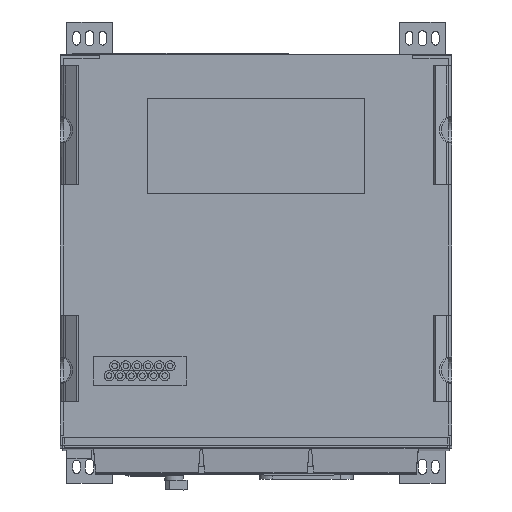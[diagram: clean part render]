
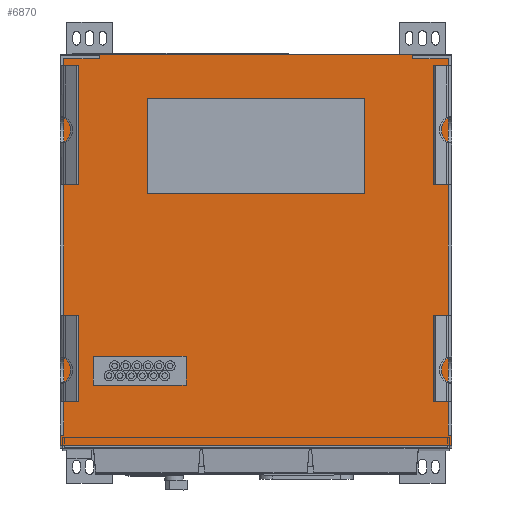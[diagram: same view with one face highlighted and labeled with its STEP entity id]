
A CAD part, top view. The second image highlights one B-rep face of the part: STEP entity #6870.
In plain terms, the highlighted planar face has unit normal (0, 0, 1).
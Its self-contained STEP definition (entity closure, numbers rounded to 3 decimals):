
#6870=ADVANCED_FACE('',(#16402,#16403,#16404,#16405,#16406),#8318,.T.);
#8318=PLANE('',#33873);
#9567=LINE('',#43583,#12731);
#9807=LINE('',#44658,#12971);
#9810=LINE('',#44664,#12974);
#9812=LINE('',#44668,#12976);
#9814=LINE('',#44672,#12978);
#9816=LINE('',#44676,#12980);
#9818=LINE('',#44680,#12982);
#9820=LINE('',#44684,#12984);
#9822=LINE('',#44688,#12986);
#9824=LINE('',#44692,#12988);
#9826=LINE('',#44696,#12990);
#9828=LINE('',#44700,#12992);
#9830=LINE('',#44704,#12994);
#9832=LINE('',#44708,#12996);
#9834=LINE('',#44712,#12998);
#9836=LINE('',#44716,#13000);
#9838=LINE('',#44720,#13002);
#9841=LINE('',#44726,#13005);
#9842=LINE('',#44728,#13006);
#9843=LINE('',#44731,#13007);
#9844=LINE('',#44733,#13008);
#9845=LINE('',#44735,#13009);
#9846=LINE('',#44736,#13010);
#9847=LINE('',#44738,#13011);
#12731=VECTOR('',#35831,1.);
#12971=VECTOR('',#36501,1.);
#12974=VECTOR('',#36506,1.);
#12976=VECTOR('',#36510,1.);
#12978=VECTOR('',#36514,1.);
#12980=VECTOR('',#36518,1.);
#12982=VECTOR('',#36522,1.);
#12984=VECTOR('',#36526,1.);
#12986=VECTOR('',#36530,1.);
#12988=VECTOR('',#36534,1.);
#12990=VECTOR('',#36538,1.);
#12992=VECTOR('',#36542,1.);
#12994=VECTOR('',#36546,1.);
#12996=VECTOR('',#36550,1.);
#12998=VECTOR('',#36554,1.);
#13000=VECTOR('',#36558,1.);
#13002=VECTOR('',#36562,1.);
#13005=VECTOR('',#36567,1.);
#13006=VECTOR('',#36570,1.);
#13007=VECTOR('',#36571,1.);
#13008=VECTOR('',#36572,1.);
#13009=VECTOR('',#36573,1.);
#13010=VECTOR('',#36574,1.);
#13011=VECTOR('',#36575,1.);
#16402=FACE_BOUND('',#17259,.T.);
#16403=FACE_BOUND('',#17260,.T.);
#16404=FACE_BOUND('',#17261,.T.);
#16405=FACE_BOUND('',#17262,.T.);
#16406=FACE_BOUND('',#17263,.T.);
#17259=EDGE_LOOP('',(#20027,#20028,#20029,#20030));
#17260=EDGE_LOOP('',(#20031,#20032,#20033,#20034));
#17261=EDGE_LOOP('',(#20035,#20036,#20037,#20038,#20039,#20040));
#17262=EDGE_LOOP('',(#20041,#20042,#20043,#20044));
#17263=EDGE_LOOP('',(#20045,#20046,#20047,#20048,#20049,#20050));
#20027=ORIENTED_EDGE('',*,*,#30107,.F.);
#20028=ORIENTED_EDGE('',*,*,#30108,.F.);
#20029=ORIENTED_EDGE('',*,*,#30109,.F.);
#20030=ORIENTED_EDGE('',*,*,#30110,.F.);
#20031=ORIENTED_EDGE('',*,*,#30111,.F.);
#20032=ORIENTED_EDGE('',*,*,#30106,.F.);
#20033=ORIENTED_EDGE('',*,*,#29700,.T.);
#20034=ORIENTED_EDGE('',*,*,#30112,.T.);
#20035=ORIENTED_EDGE('',*,*,#30103,.F.);
#20036=ORIENTED_EDGE('',*,*,#30101,.T.);
#20037=ORIENTED_EDGE('',*,*,#30099,.T.);
#20038=ORIENTED_EDGE('',*,*,#30097,.T.);
#20039=ORIENTED_EDGE('',*,*,#30095,.T.);
#20040=ORIENTED_EDGE('',*,*,#30093,.F.);
#20041=ORIENTED_EDGE('',*,*,#30091,.F.);
#20042=ORIENTED_EDGE('',*,*,#30089,.F.);
#20043=ORIENTED_EDGE('',*,*,#30087,.F.);
#20044=ORIENTED_EDGE('',*,*,#30085,.F.);
#20045=ORIENTED_EDGE('',*,*,#30072,.T.);
#20046=ORIENTED_EDGE('',*,*,#30083,.T.);
#20047=ORIENTED_EDGE('',*,*,#30081,.T.);
#20048=ORIENTED_EDGE('',*,*,#30079,.T.);
#20049=ORIENTED_EDGE('',*,*,#30077,.T.);
#20050=ORIENTED_EDGE('',*,*,#30075,.T.);
#27017=VERTEX_POINT('',#43582);
#27018=VERTEX_POINT('',#43584);
#27282=VERTEX_POINT('',#44659);
#27283=VERTEX_POINT('',#44660);
#27284=VERTEX_POINT('',#44665);
#27285=VERTEX_POINT('',#44669);
#27286=VERTEX_POINT('',#44673);
#27287=VERTEX_POINT('',#44677);
#27288=VERTEX_POINT('',#44683);
#27289=VERTEX_POINT('',#44685);
#27290=VERTEX_POINT('',#44689);
#27291=VERTEX_POINT('',#44693);
#27292=VERTEX_POINT('',#44699);
#27293=VERTEX_POINT('',#44701);
#27294=VERTEX_POINT('',#44705);
#27295=VERTEX_POINT('',#44709);
#27296=VERTEX_POINT('',#44713);
#27297=VERTEX_POINT('',#44717);
#27298=VERTEX_POINT('',#44723);
#27300=VERTEX_POINT('',#44729);
#27301=VERTEX_POINT('',#44730);
#27302=VERTEX_POINT('',#44732);
#27303=VERTEX_POINT('',#44734);
#27304=VERTEX_POINT('',#44737);
#29700=EDGE_CURVE('',#27018,#27017,#9567,.T.);
#30072=EDGE_CURVE('',#27282,#27283,#9807,.T.);
#30075=EDGE_CURVE('',#27284,#27282,#9810,.T.);
#30077=EDGE_CURVE('',#27285,#27284,#9812,.T.);
#30079=EDGE_CURVE('',#27286,#27285,#9814,.T.);
#30081=EDGE_CURVE('',#27287,#27286,#9816,.T.);
#30083=EDGE_CURVE('',#27283,#27287,#9818,.T.);
#30085=EDGE_CURVE('',#27288,#27289,#9820,.T.);
#30087=EDGE_CURVE('',#27289,#27290,#9822,.T.);
#30089=EDGE_CURVE('',#27290,#27291,#9824,.T.);
#30091=EDGE_CURVE('',#27291,#27288,#9826,.T.);
#30093=EDGE_CURVE('',#27292,#27293,#9828,.T.);
#30095=EDGE_CURVE('',#27294,#27293,#9830,.T.);
#30097=EDGE_CURVE('',#27295,#27294,#9832,.T.);
#30099=EDGE_CURVE('',#27296,#27295,#9834,.T.);
#30101=EDGE_CURVE('',#27297,#27296,#9836,.T.);
#30103=EDGE_CURVE('',#27297,#27292,#9838,.T.);
#30106=EDGE_CURVE('',#27018,#27298,#9841,.T.);
#30107=EDGE_CURVE('',#27300,#27301,#9842,.T.);
#30108=EDGE_CURVE('',#27302,#27300,#9843,.T.);
#30109=EDGE_CURVE('',#27303,#27302,#9844,.T.);
#30110=EDGE_CURVE('',#27301,#27303,#9845,.T.);
#30111=EDGE_CURVE('',#27298,#27304,#9846,.T.);
#30112=EDGE_CURVE('',#27017,#27304,#9847,.T.);
#33873=AXIS2_PLACEMENT_3D('',#44739,#36576,#36577);
#35831=DIRECTION('',(-1.,0.,0.));
#36501=DIRECTION('',(1.,0.,0.));
#36506=DIRECTION('',(0.,1.,0.));
#36510=DIRECTION('',(-1.,0.,0.));
#36514=DIRECTION('',(0.,1.,0.));
#36518=DIRECTION('',(-1.,0.,0.));
#36522=DIRECTION('',(0.,-1.,0.));
#36526=DIRECTION('',(0.,-1.,0.));
#36530=DIRECTION('',(1.,0.,0.));
#36534=DIRECTION('',(0.,1.,0.));
#36538=DIRECTION('',(-1.,0.,0.));
#36542=DIRECTION('',(1.,0.,0.));
#36546=DIRECTION('',(0.,-1.,0.));
#36550=DIRECTION('',(-1.,0.,0.));
#36554=DIRECTION('',(0.,-1.,0.));
#36558=DIRECTION('',(1.,0.,0.));
#36562=DIRECTION('',(0.,-1.,0.));
#36567=DIRECTION('',(0.,-1.,0.));
#36570=DIRECTION('',(1.,0.,0.));
#36571=DIRECTION('',(0.,-1.,0.));
#36572=DIRECTION('',(-1.,0.,0.));
#36573=DIRECTION('',(0.,1.,0.));
#36574=DIRECTION('',(-1.,0.,0.));
#36575=DIRECTION('',(0.,-1.,0.));
#36576=DIRECTION('',(0.,0.,1.));
#36577=DIRECTION('',(1.,0.,0.));
#43582=CARTESIAN_POINT('',(-1950.,600.,1899.5));
#43583=CARTESIAN_POINT('',(0.,600.,1899.5));
#43584=CARTESIAN_POINT('',(-1350.,600.,1899.5));
#44658=CARTESIAN_POINT('',(-1412.5,598.498,1899.5));
#44659=CARTESIAN_POINT('',(-1410.,598.498,1899.5));
#44660=CARTESIAN_POINT('',(-1351.,598.498,1899.5));
#44664=CARTESIAN_POINT('',(-1410.,600.,1899.5));
#44665=CARTESIAN_POINT('',(-1410.,593.5,1899.5));
#44668=CARTESIAN_POINT('',(-1412.5,593.5,1899.5));
#44669=CARTESIAN_POINT('',(-1355.,593.5,1899.5));
#44672=CARTESIAN_POINT('',(-1355.,600.,1899.5));
#44673=CARTESIAN_POINT('',(-1355.,16.,1899.5));
#44676=CARTESIAN_POINT('',(-1350.,16.,1899.5));
#44677=CARTESIAN_POINT('',(-1351.,16.,1899.5));
#44680=CARTESIAN_POINT('',(-1351.,16.,1899.5));
#44683=CARTESIAN_POINT('',(-1899.25,137.,1899.5));
#44684=CARTESIAN_POINT('',(-1899.25,93.,1899.5));
#44685=CARTESIAN_POINT('',(-1899.25,93.,1899.5));
#44688=CARTESIAN_POINT('',(-1899.25,93.,1899.5));
#44689=CARTESIAN_POINT('',(-1757.25,93.,1899.5));
#44692=CARTESIAN_POINT('',(-1757.25,93.,1899.5));
#44693=CARTESIAN_POINT('',(-1757.25,137.,1899.5));
#44696=CARTESIAN_POINT('',(-1899.25,137.,1899.5));
#44699=CARTESIAN_POINT('',(-1949.,16.,1899.5));
#44700=CARTESIAN_POINT('',(-1410.,16.,1899.5));
#44701=CARTESIAN_POINT('',(-1945.,16.,1899.5));
#44704=CARTESIAN_POINT('',(-1945.,300.,1899.5));
#44705=CARTESIAN_POINT('',(-1945.,593.5,1899.5));
#44708=CARTESIAN_POINT('',(-1350.,593.5,1899.5));
#44709=CARTESIAN_POINT('',(-1890.,593.5,1899.5));
#44712=CARTESIAN_POINT('',(-1890.,400.,1899.5));
#44713=CARTESIAN_POINT('',(-1890.,598.498,1899.5));
#44716=CARTESIAN_POINT('',(-1350.,598.498,1899.5));
#44717=CARTESIAN_POINT('',(-1949.,598.498,1899.5));
#44720=CARTESIAN_POINT('',(-1949.,600.,1899.5));
#44723=CARTESIAN_POINT('',(-1350.,0.,1899.5));
#44726=CARTESIAN_POINT('',(-1350.,600.,1899.5));
#44728=CARTESIAN_POINT('',(-1494.5,386.75,1899.5));
#44729=CARTESIAN_POINT('',(-1816.5,386.75,1899.5));
#44730=CARTESIAN_POINT('',(-1483.5,386.75,1899.5));
#44731=CARTESIAN_POINT('',(-1816.5,531.75,1899.5));
#44732=CARTESIAN_POINT('',(-1816.5,531.75,1899.5));
#44733=CARTESIAN_POINT('',(-1805.5,531.75,1899.5));
#44734=CARTESIAN_POINT('',(-1483.5,531.75,1899.5));
#44735=CARTESIAN_POINT('',(-1483.5,456.75,1899.5));
#44736=CARTESIAN_POINT('',(-1350.,0.,1899.5));
#44737=CARTESIAN_POINT('',(-1950.,0.,1899.5));
#44738=CARTESIAN_POINT('',(-1950.,600.,1899.5));
#44739=CARTESIAN_POINT('',(-1350.,600.,1899.5));
